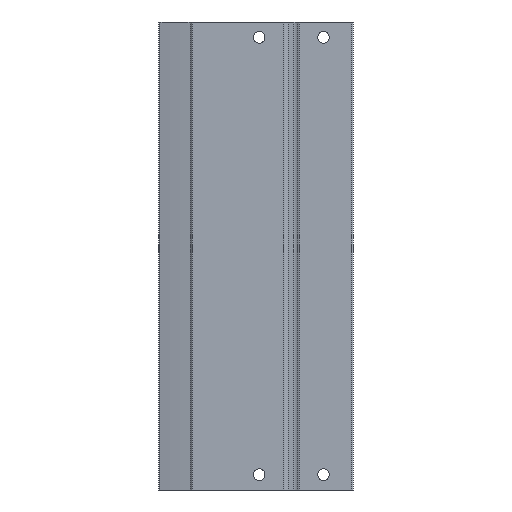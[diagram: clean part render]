
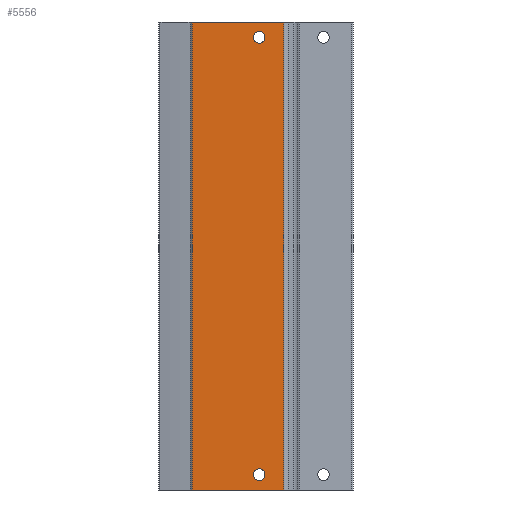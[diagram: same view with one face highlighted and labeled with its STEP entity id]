
A CAD part, front view. The second image highlights one B-rep face of the part: STEP entity #5556.
In plain terms, the highlighted planar face has unit normal (0, -1, 0).
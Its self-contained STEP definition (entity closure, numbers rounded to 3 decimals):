
#267=PLANE('',#6011);
#452=CIRCLE('',#6012,2.25);
#453=CIRCLE('',#6013,2.25);
#854=ORIENTED_EDGE('',*,*,#2278,.F.);
#855=ORIENTED_EDGE('',*,*,#2279,.F.);
#856=ORIENTED_EDGE('',*,*,#2280,.F.);
#857=ORIENTED_EDGE('',*,*,#2277,.F.);
#858=ORIENTED_EDGE('',*,*,#2281,.T.);
#859=ORIENTED_EDGE('',*,*,#2282,.T.);
#2277=EDGE_CURVE('',#2986,#2985,#3509,.T.);
#2278=EDGE_CURVE('',#2987,#2987,#452,.T.);
#2279=EDGE_CURVE('',#2988,#2988,#453,.T.);
#2280=EDGE_CURVE('',#2985,#2989,#3510,.T.);
#2281=EDGE_CURVE('',#2986,#2990,#3511,.T.);
#2282=EDGE_CURVE('',#2990,#2989,#3512,.T.);
#2985=VERTEX_POINT('',#8870);
#2986=VERTEX_POINT('',#8872);
#2987=VERTEX_POINT('',#8876);
#2988=VERTEX_POINT('',#8878);
#2989=VERTEX_POINT('',#8880);
#2990=VERTEX_POINT('',#8882);
#3509=LINE('',#8873,#3875);
#3510=LINE('',#8879,#3876);
#3511=LINE('',#8881,#3877);
#3512=LINE('',#8883,#3878);
#3875=VECTOR('',#6772,1000.);
#3876=VECTOR('',#6779,1000.);
#3877=VECTOR('',#6780,1000.);
#3878=VECTOR('',#6781,1000.);
#4250=EDGE_LOOP('',(#854));
#4251=EDGE_LOOP('',(#855));
#4252=EDGE_LOOP('',(#856,#857,#858,#859));
#4850=FACE_BOUND('',#4250,.T.);
#4851=FACE_BOUND('',#4251,.T.);
#4852=FACE_BOUND('',#4252,.T.);
#5556=ADVANCED_FACE('',(#4850,#4851,#4852),#267,.T.);
#6011=AXIS2_PLACEMENT_3D('',#8874,#6773,#6774);
#6012=AXIS2_PLACEMENT_3D('',#8875,#6775,#6776);
#6013=AXIS2_PLACEMENT_3D('',#8877,#6777,#6778);
#6772=DIRECTION('',(0.,0.,1.));
#6773=DIRECTION('',(0.,-1.,0.));
#6774=DIRECTION('',(0.,0.,-1.));
#6775=DIRECTION('',(0.,-1.,0.));
#6776=DIRECTION('',(0.,0.,-1.));
#6777=DIRECTION('',(0.,-1.,0.));
#6778=DIRECTION('',(0.,0.,-1.));
#6779=DIRECTION('',(1.,0.,0.));
#6780=DIRECTION('',(1.,0.,0.));
#6781=DIRECTION('',(0.,0.,1.));
#8870=CARTESIAN_POINT('',(-38.5,0.,0.));
#8872=CARTESIAN_POINT('',(-38.5,0.,-182.));
#8873=CARTESIAN_POINT('',(-38.5,0.,-182.));
#8874=CARTESIAN_POINT('',(-38.5,0.,-182.));
#8875=CARTESIAN_POINT('',(-12.5,0.,-176.));
#8876=CARTESIAN_POINT('',(-12.5,0.,-178.25));
#8877=CARTESIAN_POINT('',(-12.5,0.,-6.));
#8878=CARTESIAN_POINT('',(-12.5,0.,-8.25));
#8879=CARTESIAN_POINT('',(-38.5,0.,0.));
#8880=CARTESIAN_POINT('',(-3.,0.,0.));
#8881=CARTESIAN_POINT('',(-38.5,0.,-182.));
#8882=CARTESIAN_POINT('',(-3.,0.,-182.));
#8883=CARTESIAN_POINT('',(-3.,0.,-182.));
